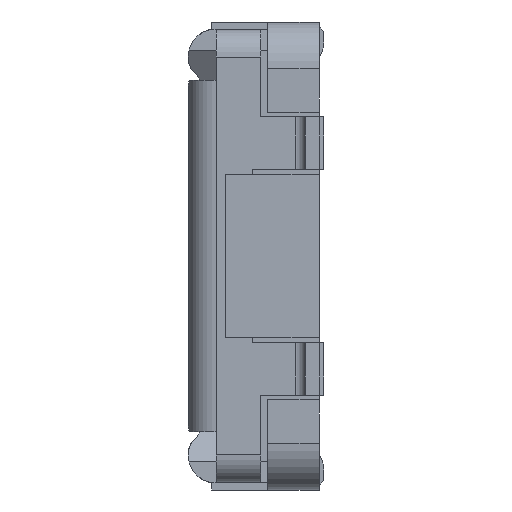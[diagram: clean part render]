
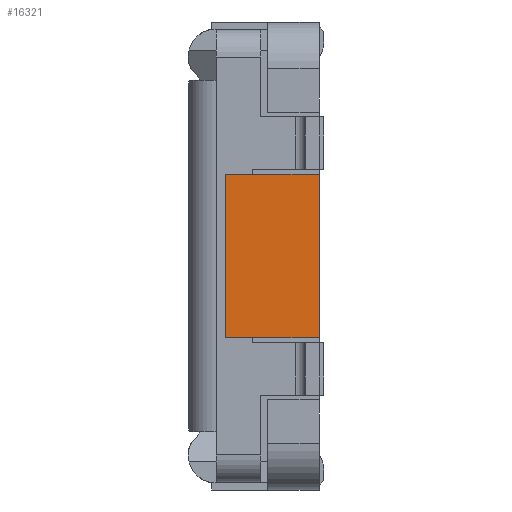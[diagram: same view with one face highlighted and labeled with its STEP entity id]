
A CAD part, left-side view. The second image highlights one B-rep face of the part: STEP entity #16321.
In plain terms, the highlighted planar face has unit normal (-1, 0, 0).
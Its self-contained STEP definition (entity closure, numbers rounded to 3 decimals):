
#116=DIRECTION('',(0.,0.,1.));
#117=VECTOR('',#116,0.7);
#118=CARTESIAN_POINT('',(-4.725,0.,-0.35));
#119=LINE('',#118,#117);
#2223=DIRECTION('',(0.,1.,0.));
#2224=VECTOR('',#2223,0.4);
#2225=CARTESIAN_POINT('',(-4.725,0.,0.35));
#2226=LINE('',#2225,#2224);
#2239=DIRECTION('',(0.,0.,1.));
#2240=VECTOR('',#2239,0.7);
#2241=CARTESIAN_POINT('',(-4.725,0.4,-0.35));
#2242=LINE('',#2241,#2240);
#2243=DIRECTION('',(0.,1.,0.));
#2244=VECTOR('',#2243,0.4);
#2245=CARTESIAN_POINT('',(-4.725,0.,-0.35));
#2246=LINE('',#2245,#2244);
#10341=CARTESIAN_POINT('',(-4.725,0.,-0.35));
#10342=VERTEX_POINT('',#10341);
#10343=CARTESIAN_POINT('',(-4.725,0.,0.35));
#10344=VERTEX_POINT('',#10343);
#10409=CARTESIAN_POINT('',(-4.725,0.4,-0.35));
#10410=CARTESIAN_POINT('',(-4.725,0.4,0.35));
#10411=VERTEX_POINT('',#10409);
#10412=VERTEX_POINT('',#10410);
#16310=CARTESIAN_POINT('',(-4.725,0.,-0.35));
#16311=DIRECTION('',(-1.,0.,0.));
#16312=DIRECTION('',(0.,0.,1.));
#16313=AXIS2_PLACEMENT_3D('',#16310,#16311,#16312);
#16314=PLANE('',#16313);
#16315=ORIENTED_EDGE('',*,*,#16260,.T.);
#16316=ORIENTED_EDGE('',*,*,#16279,.F.);
#16317=ORIENTED_EDGE('',*,*,#13673,.F.);
#16318=ORIENTED_EDGE('',*,*,#16240,.T.);
#16319=EDGE_LOOP('',(#16315,#16316,#16317,#16318));
#16320=FACE_OUTER_BOUND('',#16319,.F.);
#16321=ADVANCED_FACE('',(#16320),#16314,.T.);
#13673=EDGE_CURVE('',#10342,#10344,#119,.T.);
#16240=EDGE_CURVE('',#10342,#10411,#2246,.T.);
#16260=EDGE_CURVE('',#10411,#10412,#2242,.T.);
#16279=EDGE_CURVE('',#10344,#10412,#2226,.T.);
